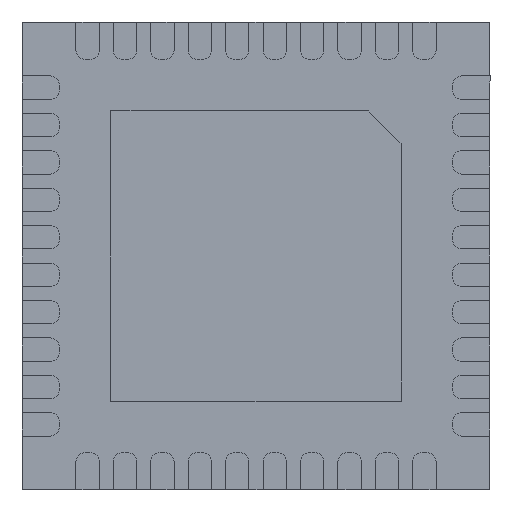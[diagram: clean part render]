
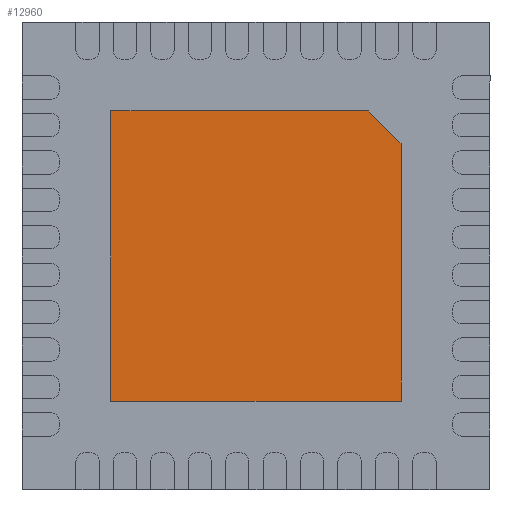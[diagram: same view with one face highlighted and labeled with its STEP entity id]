
A CAD part, front view. The second image highlights one B-rep face of the part: STEP entity #12960.
In plain terms, the highlighted planar face has unit normal (0, -1, 0).
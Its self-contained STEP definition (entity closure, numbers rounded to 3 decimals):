
#342 = EDGE_CURVE ( 'NONE', #9773, #2957, #5537, .T. ) ;
#1026 = ORIENTED_EDGE ( 'NONE', *, *, #12396, .T. ) ;
#1732 = DIRECTION ( 'NONE',  ( -1., 0., 0. ) ) ;
#2496 = VECTOR ( 'NONE', #9142, 1000. ) ;
#2658 = FACE_OUTER_BOUND ( 'NONE', #6231, .T. ) ;
#2855 = EDGE_CURVE ( 'NONE', #2957, #9153, #6276, .T. ) ;
#2957 = VERTEX_POINT ( 'NONE', #8809 ) ;
#2987 = CARTESIAN_POINT ( 'NONE',  ( -1.55, -0.001, -1.55 ) ) ;
#3153 = DIRECTION ( 'NONE',  ( -0.707, 0., 0.707 ) ) ;
#3633 = DIRECTION ( 'NONE',  ( 0., 1., 0. ) ) ;
#4032 = CARTESIAN_POINT ( 'NONE',  ( -1.55, -0.001, 1.55 ) ) ;
#4168 = ORIENTED_EDGE ( 'NONE', *, *, #342, .T. ) ;
#4773 = VERTEX_POINT ( 'NONE', #9197 ) ;
#5175 = CARTESIAN_POINT ( 'NONE',  ( 1.55, -0.001, -1.55 ) ) ;
#5537 = LINE ( 'NONE', #12769, #14699 ) ;
#5711 = CARTESIAN_POINT ( 'NONE',  ( -1.55, -0.001, -1.55 ) ) ;
#5763 = DIRECTION ( 'NONE',  ( 1., 0., 0. ) ) ;
#6096 = LINE ( 'NONE', #4032, #10761 ) ;
#6231 = EDGE_LOOP ( 'NONE', ( #1026, #4168, #10500, #6908, #12688 ) ) ;
#6276 = LINE ( 'NONE', #5175, #12007 ) ;
#6527 = VECTOR ( 'NONE', #3153, 1000. ) ;
#6632 = CARTESIAN_POINT ( 'NONE',  ( 1.2, -0.001, 1.55 ) ) ;
#6704 = EDGE_CURVE ( 'NONE', #9153, #13363, #9616, .T. ) ;
#6908 = ORIENTED_EDGE ( 'NONE', *, *, #6704, .T. ) ;
#8809 = CARTESIAN_POINT ( 'NONE',  ( 1.55, -0.001, -1.55 ) ) ;
#9142 = DIRECTION ( 'NONE',  ( 0., 0., -1. ) ) ;
#9153 = VERTEX_POINT ( 'NONE', #9922 ) ;
#9197 = CARTESIAN_POINT ( 'NONE',  ( -1.55, -0.001, 1.55 ) ) ;
#9616 = LINE ( 'NONE', #6632, #6527 ) ;
#9773 = VERTEX_POINT ( 'NONE', #2987 ) ;
#9922 = CARTESIAN_POINT ( 'NONE',  ( 1.55, -0.001, 1.2 ) ) ;
#10350 = DIRECTION ( 'NONE',  ( 0., 0., 1. ) ) ;
#10500 = ORIENTED_EDGE ( 'NONE', *, *, #2855, .T. ) ;
#10546 = CARTESIAN_POINT ( 'NONE',  ( -1.55, -0.001, 1.55 ) ) ;
#10761 = VECTOR ( 'NONE', #1732, 1000. ) ;
#11311 = LINE ( 'NONE', #5711, #2496 ) ;
#11555 = AXIS2_PLACEMENT_3D ( 'NONE', #10546, #3633, #10350 ) ;
#12007 = VECTOR ( 'NONE', #13204, 1000. ) ;
#12017 = EDGE_CURVE ( 'NONE', #13363, #4773, #6096, .T. ) ;
#12396 = EDGE_CURVE ( 'NONE', #4773, #9773, #11311, .T. ) ;
#12688 = ORIENTED_EDGE ( 'NONE', *, *, #12017, .T. ) ;
#12769 = CARTESIAN_POINT ( 'NONE',  ( -1.55, -0.001, -1.55 ) ) ;
#12860 = CARTESIAN_POINT ( 'NONE',  ( 1.2, -0.001, 1.55 ) ) ;
#12960 = ADVANCED_FACE ( 'NONE', ( #2658 ), #14922, .F. ) ;
#13204 = DIRECTION ( 'NONE',  ( 0., 0., 1. ) ) ;
#13363 = VERTEX_POINT ( 'NONE', #12860 ) ;
#14699 = VECTOR ( 'NONE', #5763, 1000. ) ;
#14922 = PLANE ( 'NONE',  #11555 ) ;
